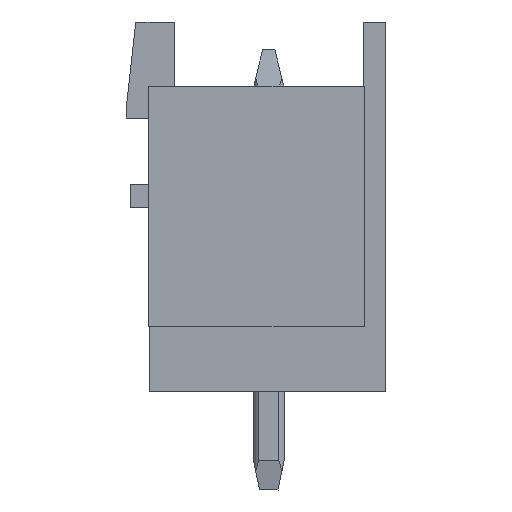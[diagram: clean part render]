
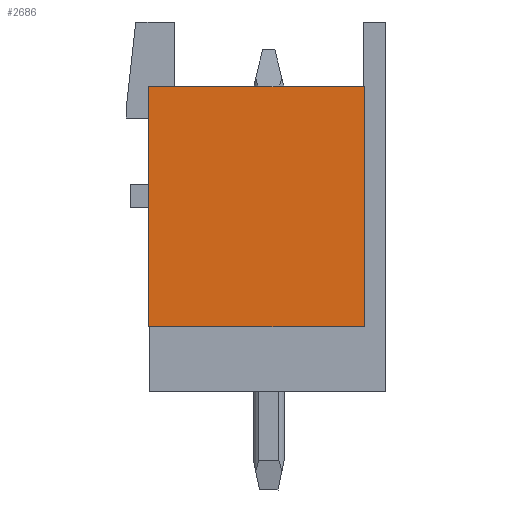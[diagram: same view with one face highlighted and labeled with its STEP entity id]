
A CAD part, left-side view. The second image highlights one B-rep face of the part: STEP entity #2686.
In plain terms, the highlighted planar face has unit normal (-1, 0, 0).
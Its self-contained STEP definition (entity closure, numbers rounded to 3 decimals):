
#2678=AXIS2_PLACEMENT_3D('Plane Axis2P3D',#2675,#2676,#2677) ;
#2002=CARTESIAN_POINT('Vertex',(0.,0.7,5.3)) ;
#2044=CARTESIAN_POINT('Vertex',(0.,0.7,13.1)) ;
#2047=CARTESIAN_POINT('Line Origine',(0.,0.7,9.2)) ;
#2541=CARTESIAN_POINT('Line Origine',(0.,7.7,9.2)) ;
#2545=CARTESIAN_POINT('Vertex',(0.,7.7,5.3)) ;
#2547=CARTESIAN_POINT('Vertex',(0.,7.7,13.1)) ;
#2612=CARTESIAN_POINT('Line Origine',(0.,4.2,5.3)) ;
#2663=CARTESIAN_POINT('Line Origine',(0.,4.2,13.1)) ;
#2675=CARTESIAN_POINT('Axis2P3D Location',(0.,0.,13.1)) ;
#2048=DIRECTION('Vector Direction',(0.,0.,-1.)) ;
#2542=DIRECTION('Vector Direction',(0.,0.,-1.)) ;
#2613=DIRECTION('Vector Direction',(0.,1.,0.)) ;
#2664=DIRECTION('Vector Direction',(0.,1.,0.)) ;
#2676=DIRECTION('Axis2P3D Direction',(1.,-0.,0.)) ;
#2677=DIRECTION('Axis2P3D XDirection',(0.,0.,-1.)) ;
#2049=VECTOR('Line Direction',#2048,1.) ;
#2543=VECTOR('Line Direction',#2542,1.) ;
#2614=VECTOR('Line Direction',#2613,1.) ;
#2665=VECTOR('Line Direction',#2664,1.) ;
#2681=ORIENTED_EDGE('',*,*,#2616,.F.) ;
#2682=ORIENTED_EDGE('',*,*,#2051,.T.) ;
#2683=ORIENTED_EDGE('',*,*,#2667,.T.) ;
#2684=ORIENTED_EDGE('',*,*,#2549,.F.) ;
#2686=ADVANCED_FACE('Housing',(#2685),#2679,.F.) ;
#2051=EDGE_CURVE('',#2003,#2045,#2050,.F.) ;
#2549=EDGE_CURVE('',#2546,#2548,#2544,.F.) ;
#2616=EDGE_CURVE('',#2003,#2546,#2615,.T.) ;
#2667=EDGE_CURVE('',#2045,#2548,#2666,.T.) ;
#2680=EDGE_LOOP('',(#2681,#2682,#2683,#2684)) ;
#2685=FACE_OUTER_BOUND('',#2680,.T.) ;
#2050=LINE('Line',#2047,#2049) ;
#2544=LINE('Line',#2541,#2543) ;
#2615=LINE('Line',#2612,#2614) ;
#2666=LINE('Line',#2663,#2665) ;
#2679=PLANE('',#2678) ;
#2003=VERTEX_POINT('',#2002) ;
#2045=VERTEX_POINT('',#2044) ;
#2546=VERTEX_POINT('',#2545) ;
#2548=VERTEX_POINT('',#2547) ;
